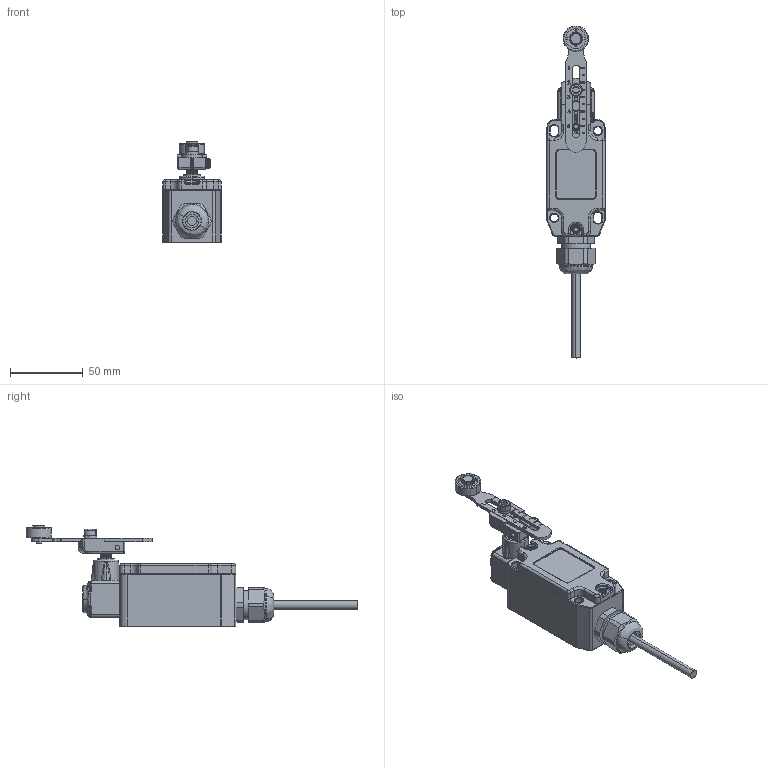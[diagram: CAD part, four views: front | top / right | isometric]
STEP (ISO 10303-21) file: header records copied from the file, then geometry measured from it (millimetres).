
FILE_DESCRIPTION (( 'STEP AP214' ), '1' );
FILE_NAME ('HLM-EX-174315.STEP', '2021-06-09T10:52:55', ( '' ), ( '' ), 'SwSTEP 2.0', 'SolidWorks 2021', '' );
FILE_SCHEMA (( 'AUTOMOTIVE_DESIGN' ));
Length unit declared in the file: inch
Products named in the file (1): HLM-EX-174315
Bounding box: 40 x 228.62 x 70 mm (x, y, z)
Volume: 86801.4 mm3; surface area: 61388.5 mm2
Topology: 19 solids, 19 shells, 3507 faces, 8366 edges, 4937 vertices
Faces by surface type: plane 1011, cone 960, cylinder 910, bspline 622, sphere 4
Full cylindrical faces by diameter (mm): 9 x1, 12.5 x1, 15 x2, 20 x2
Entity records: 127214 total; most frequent: CARTESIAN_POINT 51136, ORIENTED_EDGE 16582, DIRECTION 14914, EDGE_CURVE 8291, AXIS2_PLACEMENT_3D 5748, VERTEX_POINT 4937, EDGE_LOOP 3666, FACE_OUTER_BOUND 3513
